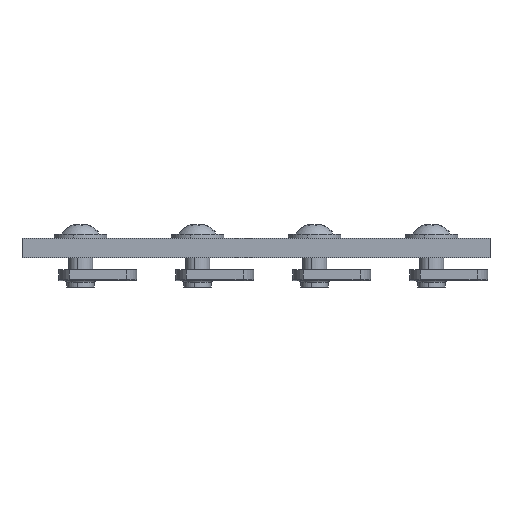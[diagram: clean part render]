
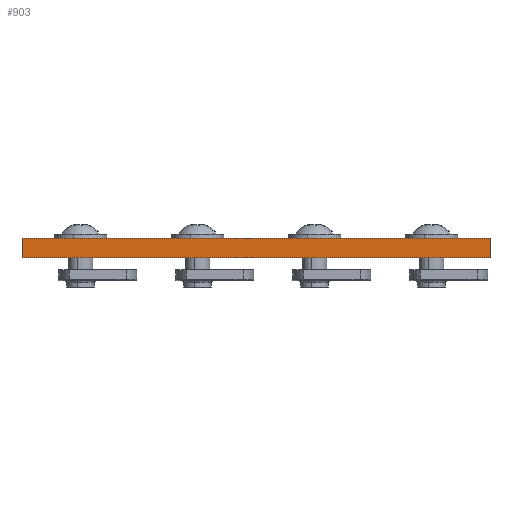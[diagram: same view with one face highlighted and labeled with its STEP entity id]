
A CAD part, front view. The second image highlights one B-rep face of the part: STEP entity #903.
In plain terms, the highlighted planar face has unit normal (0, -1, 0).
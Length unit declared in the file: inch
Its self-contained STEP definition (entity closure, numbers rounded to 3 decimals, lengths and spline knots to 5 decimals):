
#105 = EDGE_CURVE ( 'NONE', #177, #628, #1176, .T. ) ;
#153 = ORIENTED_EDGE ( 'NONE', *, *, #105, .T. ) ;
#177 = VERTEX_POINT ( 'NONE', #474 ) ;
#192 = EDGE_CURVE ( 'NONE', #177, #255, #598, .T. ) ;
#218 = ORIENTED_EDGE ( 'NONE', *, *, #192, .F. ) ;
#255 = VERTEX_POINT ( 'NONE', #1102 ) ;
#275 = EDGE_CURVE ( 'NONE', #255, #506, #1201, .T. ) ;
#298 = ORIENTED_EDGE ( 'NONE', *, *, #275, .F. ) ;
#474 = CARTESIAN_POINT ( 'NONE',  ( 0., 0., 0.25 ) ) ;
#487 = CARTESIAN_POINT ( 'NONE',  ( 6., 0., 0. ) ) ;
#506 = VERTEX_POINT ( 'NONE', #487 ) ;
#554 = CARTESIAN_POINT ( 'NONE',  ( 0., 0., 0. ) ) ;
#598 = LINE ( 'NONE', #599, #600 ) ;
#599 = CARTESIAN_POINT ( 'NONE',  ( 6., 0., 0.25 ) ) ;
#600 = VECTOR ( 'NONE', #601, 39.37008 ) ;
#601 = DIRECTION ( 'NONE',  ( 1., 0., 0. ) ) ;
#628 = VERTEX_POINT ( 'NONE', #554 ) ;
#672 = LINE ( 'NONE', #673, #674 ) ;
#673 = CARTESIAN_POINT ( 'NONE',  ( 6., 0., 0. ) ) ;
#674 = VECTOR ( 'NONE', #675, 39.37008 ) ;
#675 = DIRECTION ( 'NONE',  ( 1., 0., 0. ) ) ;
#716 = FACE_OUTER_BOUND ( 'NONE', #1809, .T. ) ;
#717 = PLANE ( 'NONE',  #718 ) ;
#718 = AXIS2_PLACEMENT_3D ( 'NONE', #719, #720, #721 ) ;
#719 = CARTESIAN_POINT ( 'NONE',  ( 6., 0., 0.25 ) ) ;
#720 = DIRECTION ( 'NONE',  ( 0., 1., 0. ) ) ;
#721 = DIRECTION ( 'NONE',  ( -1., 0., 0. ) ) ;
#834 = EDGE_CURVE ( 'NONE', #628, #506, #672, .T. ) ;
#903 = ADVANCED_FACE ( 'NONE', ( #716 ), #717, .F. ) ;
#1102 = CARTESIAN_POINT ( 'NONE',  ( 6., 0., 0.25 ) ) ;
#1175 = ORIENTED_EDGE ( 'NONE', *, *, #834, .T. ) ;
#1176 = LINE ( 'NONE', #1177, #1178 ) ;
#1177 = CARTESIAN_POINT ( 'NONE',  ( 0., 0., 0.25 ) ) ;
#1178 = VECTOR ( 'NONE', #1179, 39.37008 ) ;
#1179 = DIRECTION ( 'NONE',  ( 0., 0., -1. ) ) ;
#1201 = LINE ( 'NONE', #1202, #1203 ) ;
#1202 = CARTESIAN_POINT ( 'NONE',  ( 6., 0., 0.25 ) ) ;
#1203 = VECTOR ( 'NONE', #1204, 39.37008 ) ;
#1204 = DIRECTION ( 'NONE',  ( 0., 0., -1. ) ) ;
#1809 = EDGE_LOOP ( 'NONE', ( #1175, #298, #218, #153 ) ) ;
